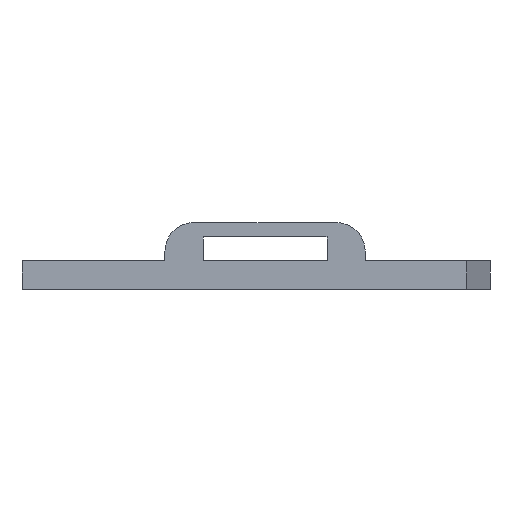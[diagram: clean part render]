
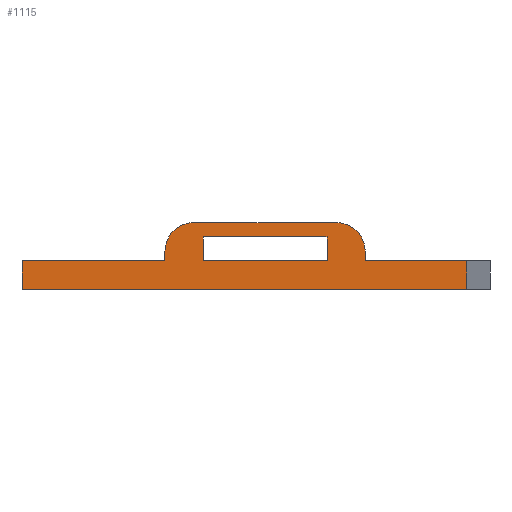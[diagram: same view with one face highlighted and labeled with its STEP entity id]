
A CAD part, front view. The second image highlights one B-rep face of the part: STEP entity #1115.
In plain terms, the highlighted planar face has unit normal (0, -1, 0).
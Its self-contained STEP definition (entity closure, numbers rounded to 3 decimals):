
#9 = PLANE ( 'NONE',  #320 ) ;
#42 = VERTEX_POINT ( 'NONE', #277 ) ;
#53 = AXIS2_PLACEMENT_3D ( 'NONE', #313, #301, #2149 ) ;
#109 = CARTESIAN_POINT ( 'NONE',  ( 68.343, -49.441, 3. ) ) ;
#110 = CARTESIAN_POINT ( 'NONE',  ( 0., -49.441, 3. ) ) ;
#124 = VERTEX_POINT ( 'NONE', #2521 ) ;
#155 = VERTEX_POINT ( 'NONE', #109 ) ;
#218 = ORIENTED_EDGE ( 'NONE', *, *, #387, .T. ) ;
#277 = CARTESIAN_POINT ( 'NONE',  ( 64.343, -49.441, 3. ) ) ;
#284 = EDGE_LOOP ( 'NONE', ( #629, #2545, #681, #218 ) ) ;
#299 = VERTEX_POINT ( 'NONE', #1600 ) ;
#301 = DIRECTION ( 'NONE',  ( 0., -1., 0. ) ) ;
#313 = CARTESIAN_POINT ( 'NONE',  ( 82.343, -49.441, 4. ) ) ;
#317 = LINE ( 'NONE', #2345, #1633 ) ;
#320 = AXIS2_PLACEMENT_3D ( 'NONE', #1802, #1026, #1854 ) ;
#341 = VECTOR ( 'NONE', #2215, 1000. ) ;
#376 = CARTESIAN_POINT ( 'NONE',  ( 96.011, -49.441, 3. ) ) ;
#387 = EDGE_CURVE ( 'NONE', #2540, #1722, #2616, .T. ) ;
#392 = CARTESIAN_POINT ( 'NONE',  ( 85.343, -49.441, 4. ) ) ;
#410 = CARTESIAN_POINT ( 'NONE',  ( 49.343, -49.441, 0. ) ) ;
#411 = DIRECTION ( 'NONE',  ( 0., 0., -1. ) ) ;
#417 = FACE_BOUND ( 'NONE', #284, .T. ) ;
#434 = DIRECTION ( 'NONE',  ( -1., 0., 0. ) ) ;
#494 = EDGE_CURVE ( 'NONE', #760, #2540, #1640, .T. ) ;
#496 = DIRECTION ( 'NONE',  ( 0., -1., 0. ) ) ;
#500 = AXIS2_PLACEMENT_3D ( 'NONE', #2339, #496, #1114 ) ;
#553 = EDGE_CURVE ( 'NONE', #1421, #2263, #908, .T. ) ;
#605 = VECTOR ( 'NONE', #2584, 1000. ) ;
#624 = CARTESIAN_POINT ( 'NONE',  ( 0., -49.441, 3. ) ) ;
#629 = ORIENTED_EDGE ( 'NONE', *, *, #1623, .F. ) ;
#633 = ORIENTED_EDGE ( 'NONE', *, *, #2412, .T. ) ;
#681 = ORIENTED_EDGE ( 'NONE', *, *, #494, .T. ) ;
#751 = LINE ( 'NONE', #2429, #1123 ) ;
#760 = VERTEX_POINT ( 'NONE', #2574 ) ;
#774 = VERTEX_POINT ( 'NONE', #1407 ) ;
#781 = CARTESIAN_POINT ( 'NONE',  ( 0., -49.441, 3. ) ) ;
#794 = DIRECTION ( 'NONE',  ( 0., 0., -1. ) ) ;
#810 = LINE ( 'NONE', #624, #2012 ) ;
#838 = CARTESIAN_POINT ( 'NONE',  ( 85.343, -49.441, 7. ) ) ;
#869 = EDGE_CURVE ( 'NONE', #2263, #42, #2236, .T. ) ;
#890 = LINE ( 'NONE', #110, #920 ) ;
#908 = CIRCLE ( 'NONE', #500, 3. ) ;
#910 = VERTEX_POINT ( 'NONE', #410 ) ;
#920 = VECTOR ( 'NONE', #1521, 1000. ) ;
#949 = VERTEX_POINT ( 'NONE', #1032 ) ;
#1026 = DIRECTION ( 'NONE',  ( 0., -1., 0. ) ) ;
#1032 = CARTESIAN_POINT ( 'NONE',  ( 96.011, -49.441, 0. ) ) ;
#1035 = EDGE_CURVE ( 'NONE', #1421, #1164, #2182, .T. ) ;
#1064 = LINE ( 'NONE', #1469, #1493 ) ;
#1114 = DIRECTION ( 'NONE',  ( 1., 0., 0. ) ) ;
#1115 = ADVANCED_FACE ( 'NONE', ( #2039, #417 ), #9, .T. ) ;
#1123 = VECTOR ( 'NONE', #411, 1000. ) ;
#1146 = CIRCLE ( 'NONE', #53, 3. ) ;
#1164 = VERTEX_POINT ( 'NONE', #1592 ) ;
#1264 = ORIENTED_EDGE ( 'NONE', *, *, #1512, .T. ) ;
#1296 = CARTESIAN_POINT ( 'NONE',  ( 81.343, -49.441, 3. ) ) ;
#1407 = CARTESIAN_POINT ( 'NONE',  ( 96.011, -49.441, 3. ) ) ;
#1421 = VERTEX_POINT ( 'NONE', #1726 ) ;
#1427 = LINE ( 'NONE', #781, #1920 ) ;
#1448 = ORIENTED_EDGE ( 'NONE', *, *, #1035, .F. ) ;
#1454 = DIRECTION ( 'NONE',  ( 1., 0., 0. ) ) ;
#1461 = DIRECTION ( 'NONE',  ( 0., 0., -1. ) ) ;
#1469 = CARTESIAN_POINT ( 'NONE',  ( 0., -49.441, 0. ) ) ;
#1477 = CARTESIAN_POINT ( 'NONE',  ( 64.343, -49.441, 7. ) ) ;
#1493 = VECTOR ( 'NONE', #1895, 1000. ) ;
#1512 = EDGE_CURVE ( 'NONE', #42, #299, #890, .T. ) ;
#1521 = DIRECTION ( 'NONE',  ( -1., 0., 0. ) ) ;
#1545 = EDGE_LOOP ( 'NONE', ( #1448, #1915, #2161, #1264, #1666, #2205, #2014, #633, #2563, #2408 ) ) ;
#1588 = EDGE_CURVE ( 'NONE', #774, #949, #1825, .T. ) ;
#1592 = CARTESIAN_POINT ( 'NONE',  ( 82.343, -49.441, 7. ) ) ;
#1600 = CARTESIAN_POINT ( 'NONE',  ( 49.343, -49.441, 3. ) ) ;
#1623 = EDGE_CURVE ( 'NONE', #155, #1722, #1427, .T. ) ;
#1633 = VECTOR ( 'NONE', #2549, 1000. ) ;
#1640 = LINE ( 'NONE', #2282, #1905 ) ;
#1666 = ORIENTED_EDGE ( 'NONE', *, *, #1974, .T. ) ;
#1682 = EDGE_CURVE ( 'NONE', #949, #910, #1064, .T. ) ;
#1722 = VERTEX_POINT ( 'NONE', #1296 ) ;
#1726 = CARTESIAN_POINT ( 'NONE',  ( 67.343, -49.441, 7. ) ) ;
#1796 = VECTOR ( 'NONE', #2278, 1000. ) ;
#1802 = CARTESIAN_POINT ( 'NONE',  ( 0., -49.441, 3. ) ) ;
#1825 = LINE ( 'NONE', #376, #1874 ) ;
#1854 = DIRECTION ( 'NONE',  ( 1., 0., 0. ) ) ;
#1874 = VECTOR ( 'NONE', #794, 1000. ) ;
#1881 = EDGE_CURVE ( 'NONE', #2425, #1164, #1146, .T. ) ;
#1895 = DIRECTION ( 'NONE',  ( -1., 0., 0. ) ) ;
#1904 = CARTESIAN_POINT ( 'NONE',  ( 0., -49.441, 7. ) ) ;
#1905 = VECTOR ( 'NONE', #1454, 1000. ) ;
#1915 = ORIENTED_EDGE ( 'NONE', *, *, #553, .T. ) ;
#1920 = VECTOR ( 'NONE', #2407, 1000. ) ;
#1974 = EDGE_CURVE ( 'NONE', #299, #910, #751, .T. ) ;
#2012 = VECTOR ( 'NONE', #434, 1000. ) ;
#2014 = ORIENTED_EDGE ( 'NONE', *, *, #1588, .F. ) ;
#2039 = FACE_OUTER_BOUND ( 'NONE', #1545, .T. ) ;
#2149 = DIRECTION ( 'NONE',  ( 1., 0., 0. ) ) ;
#2161 = ORIENTED_EDGE ( 'NONE', *, *, #869, .T. ) ;
#2182 = LINE ( 'NONE', #1904, #605 ) ;
#2205 = ORIENTED_EDGE ( 'NONE', *, *, #1682, .F. ) ;
#2215 = DIRECTION ( 'NONE',  ( 0., 0., -1. ) ) ;
#2236 = LINE ( 'NONE', #1477, #1796 ) ;
#2263 = VERTEX_POINT ( 'NONE', #2598 ) ;
#2278 = DIRECTION ( 'NONE',  ( 0., 0., -1. ) ) ;
#2282 = CARTESIAN_POINT ( 'NONE',  ( 0., -49.441, 5.5 ) ) ;
#2287 = CARTESIAN_POINT ( 'NONE',  ( 81.343, -49.441, 5.5 ) ) ;
#2339 = CARTESIAN_POINT ( 'NONE',  ( 67.343, -49.441, 4. ) ) ;
#2340 = VECTOR ( 'NONE', #1461, 1000. ) ;
#2345 = CARTESIAN_POINT ( 'NONE',  ( 68.343, -49.441, 3. ) ) ;
#2349 = EDGE_CURVE ( 'NONE', #2425, #124, #2635, .T. ) ;
#2404 = CARTESIAN_POINT ( 'NONE',  ( 81.343, -49.441, 3. ) ) ;
#2407 = DIRECTION ( 'NONE',  ( 1., 0., 0. ) ) ;
#2408 = ORIENTED_EDGE ( 'NONE', *, *, #1881, .T. ) ;
#2412 = EDGE_CURVE ( 'NONE', #774, #124, #810, .T. ) ;
#2425 = VERTEX_POINT ( 'NONE', #392 ) ;
#2429 = CARTESIAN_POINT ( 'NONE',  ( 49.343, -49.441, 3. ) ) ;
#2521 = CARTESIAN_POINT ( 'NONE',  ( 85.343, -49.441, 3. ) ) ;
#2540 = VERTEX_POINT ( 'NONE', #2287 ) ;
#2545 = ORIENTED_EDGE ( 'NONE', *, *, #2608, .T. ) ;
#2549 = DIRECTION ( 'NONE',  ( 0., 0., 1. ) ) ;
#2563 = ORIENTED_EDGE ( 'NONE', *, *, #2349, .F. ) ;
#2574 = CARTESIAN_POINT ( 'NONE',  ( 68.343, -49.441, 5.5 ) ) ;
#2584 = DIRECTION ( 'NONE',  ( 1., 0., 0. ) ) ;
#2598 = CARTESIAN_POINT ( 'NONE',  ( 64.343, -49.441, 4. ) ) ;
#2608 = EDGE_CURVE ( 'NONE', #155, #760, #317, .T. ) ;
#2616 = LINE ( 'NONE', #2404, #341 ) ;
#2635 = LINE ( 'NONE', #838, #2340 ) ;
